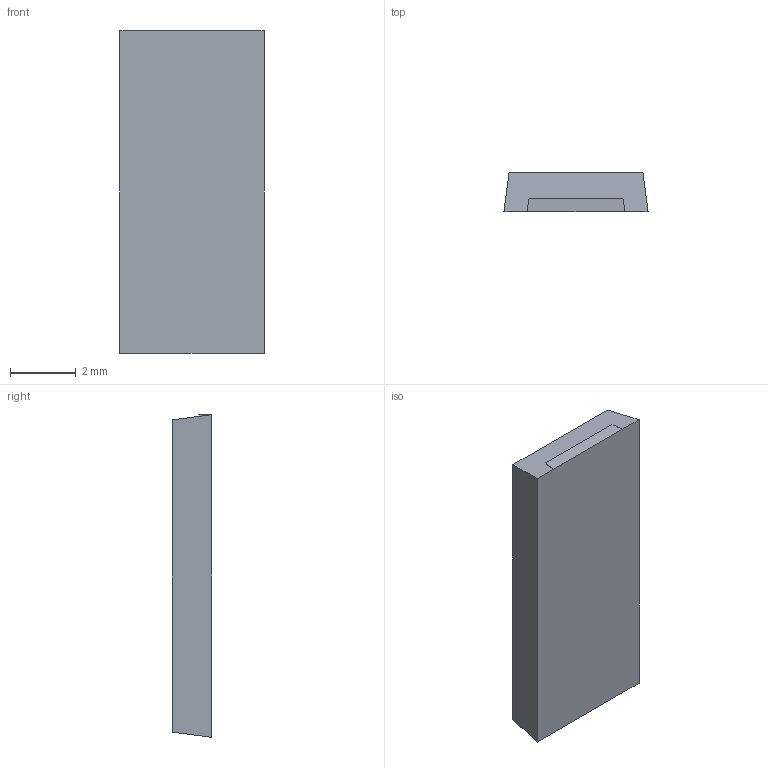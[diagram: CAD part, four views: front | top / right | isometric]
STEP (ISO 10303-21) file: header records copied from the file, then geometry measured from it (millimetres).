
FILE_DESCRIPTION (( 'STEP AP214' ), '1' );
FILE_NAME ('505380_DG 10x5T.STP', '2013-11-15T14:30:14', ( 'arge' ), ( 'Microsoft' ), 'SwSTEP 2.0', 'SolidWorks 2013', '' );
FILE_SCHEMA (( 'AUTOMOTIVE_DESIGN' ));
Length unit declared in the file: millimetre
Products named in the file (1): 505380_DG 10x5T
Bounding box: 4.4 x 1.2 x 9.84 mm (x, y, z)
Volume: 49.3 mm3; surface area: 116.2 mm2
Topology: 1 solids, 1 shells, 10 faces, 22 edges, 14 vertices
Faces by surface type: plane 10
Entity records: 414 total; most frequent: CARTESIAN_POINT 47, ORIENTED_EDGE 44, DIRECTION 44, LINE 22, VECTOR 22, EDGE_CURVE 22, VERTEX_POINT 14, UNCERTAINTY_MEASURE_WITH_UNIT 13
